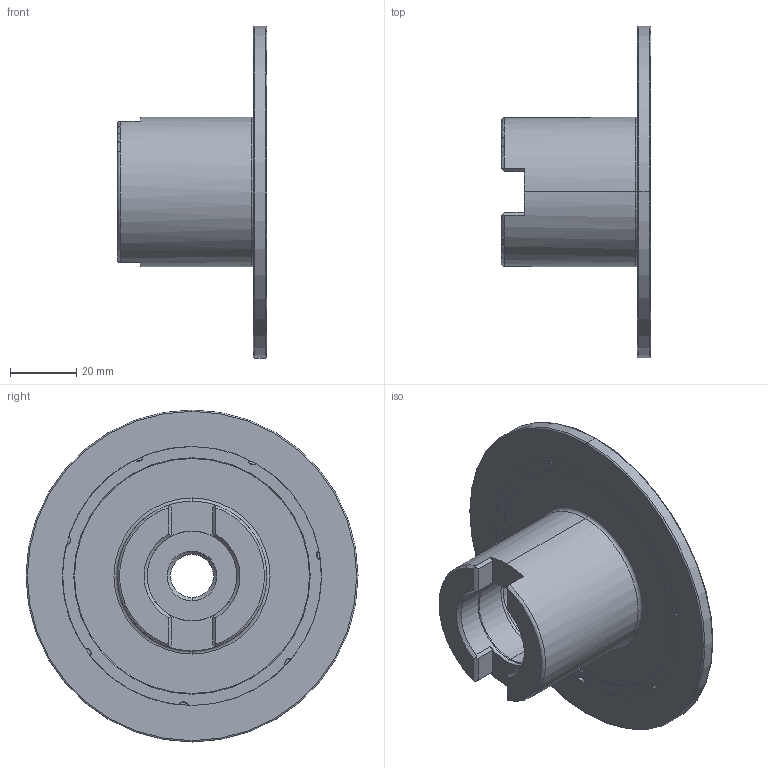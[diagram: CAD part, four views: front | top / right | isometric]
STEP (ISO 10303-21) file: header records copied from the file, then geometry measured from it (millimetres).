
FILE_DESCRIPTION (( 'STEP AP214' ), '1' );
FILE_NAME ('SFA 100-04-7.STEP', '2013-03-05T07:51:37', ( '' ), ( '' ), 'SwSTEP 2.0', 'SolidWorks 2013', '' );
FILE_SCHEMA (( 'AUTOMOTIVE_DESIGN' ));
Length unit declared in the file: millimetre
Products named in the file (1): SFA 100-04-7
Bounding box: 45 x 100 x 100 mm (x, y, z)
Volume: 69151.9 mm3; surface area: 26009.3 mm2
Topology: 1 solids, 1 shells, 108 faces, 276 edges, 176 vertices
Faces by surface type: plane 42, cylinder 40, cone 18, torus 8
Entity records: 3551 total; most frequent: CARTESIAN_POINT 858, ORIENTED_EDGE 552, DIRECTION 524, EDGE_CURVE 276, AXIS2_PLACEMENT_3D 219, VERTEX_POINT 176, EDGE_LOOP 116, CIRCLE 110
